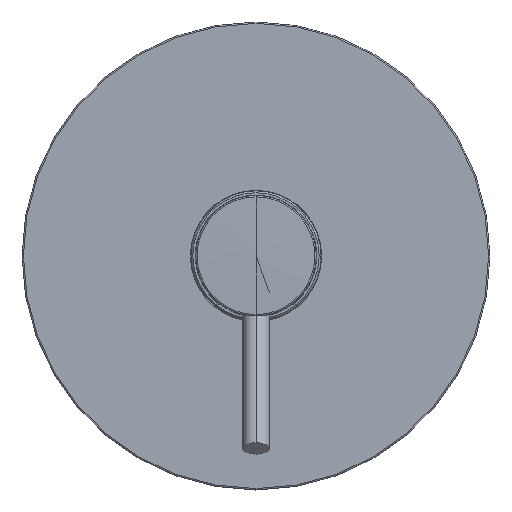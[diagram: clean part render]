
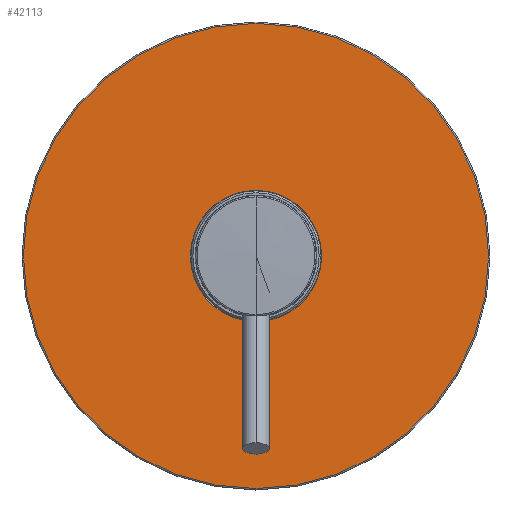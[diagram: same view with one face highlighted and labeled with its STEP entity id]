
A CAD part, top view. The second image highlights one B-rep face of the part: STEP entity #42113.
In plain terms, the highlighted planar face has unit normal (0, 0, 1).
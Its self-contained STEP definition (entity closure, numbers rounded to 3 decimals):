
#41424=CARTESIAN_POINT('',(0.,0.,60.));
#41425=DIRECTION('',(0.,0.,1.));
#41426=DIRECTION('',(1.,0.,0.));
#41427=AXIS2_PLACEMENT_3D('',#41424,#41425,#41426);
#41429=CARTESIAN_POINT('',(0.,0.,60.));
#41430=DIRECTION('',(0.,0.,1.));
#41431=DIRECTION('',(-1.,0.,0.));
#41432=AXIS2_PLACEMENT_3D('',#41429,#41430,#41431);
#41434=CARTESIAN_POINT('',(0.,0.,60.));
#41435=DIRECTION('',(0.,0.,-1.));
#41436=DIRECTION('',(-1.,0.,0.));
#41437=AXIS2_PLACEMENT_3D('',#41434,#41435,#41436);
#41439=CARTESIAN_POINT('',(0.,0.,60.));
#41440=DIRECTION('',(0.,0.,-1.));
#41441=DIRECTION('',(1.,0.,0.));
#41442=AXIS2_PLACEMENT_3D('',#41439,#41440,#41441);
#41644=CARTESIAN_POINT('',(-24.25,0.,60.));
#41645=CARTESIAN_POINT('',(24.25,0.,60.));
#41646=VERTEX_POINT('',#41644);
#41647=VERTEX_POINT('',#41645);
#41652=CARTESIAN_POINT('',(86.,0.,60.));
#41653=CARTESIAN_POINT('',(-86.,0.,60.));
#41654=VERTEX_POINT('',#41652);
#41655=VERTEX_POINT('',#41653);
#42097=CARTESIAN_POINT('',(0.,0.,60.));
#42098=DIRECTION('',(0.,0.,1.));
#42099=DIRECTION('',(-1.,0.,0.));
#42100=AXIS2_PLACEMENT_3D('',#42097,#42098,#42099);
#42101=PLANE('',#42100);
#42103=ORIENTED_EDGE('',*,*,#42102,.F.);
#42104=ORIENTED_EDGE('',*,*,#42080,.F.);
#42105=EDGE_LOOP('',(#42103,#42104));
#42106=FACE_OUTER_BOUND('',#42105,.F.);
#42108=ORIENTED_EDGE('',*,*,#42107,.F.);
#42110=ORIENTED_EDGE('',*,*,#42109,.F.);
#42111=EDGE_LOOP('',(#42108,#42110));
#42112=FACE_BOUND('',#42111,.F.);
#42113=ADVANCED_FACE('',(#42106,#42112),#42101,.T.);
#41428=CIRCLE('',#41427,86.);
#41433=CIRCLE('',#41432,86.);
#41438=CIRCLE('',#41437,24.25);
#41443=CIRCLE('',#41442,24.25);
#42080=EDGE_CURVE('',#41655,#41654,#41433,.T.);
#42102=EDGE_CURVE('',#41654,#41655,#41428,.T.);
#42107=EDGE_CURVE('',#41646,#41647,#41438,.T.);
#42109=EDGE_CURVE('',#41647,#41646,#41443,.T.);
